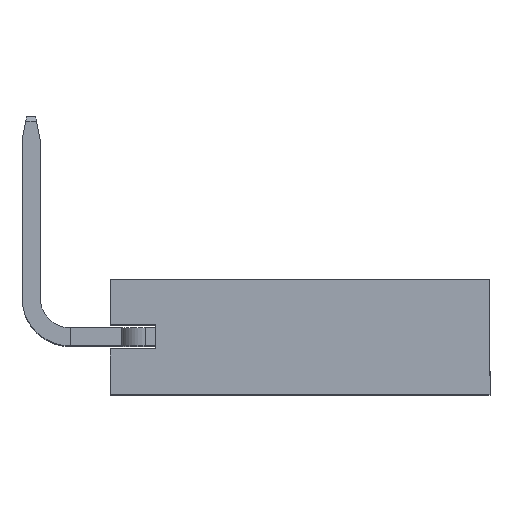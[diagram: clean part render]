
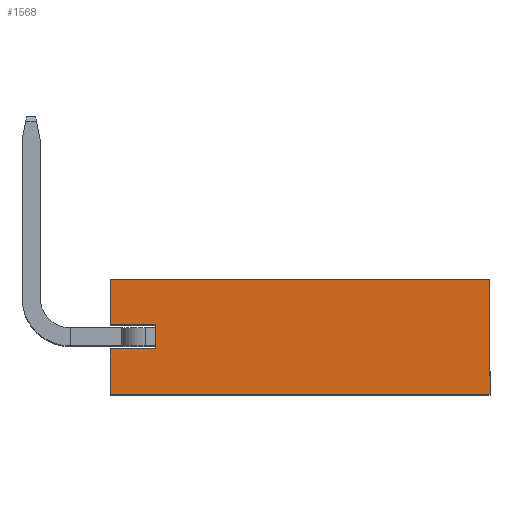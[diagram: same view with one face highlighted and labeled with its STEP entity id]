
A CAD part, top view. The second image highlights one B-rep face of the part: STEP entity #1568.
In plain terms, the highlighted planar face has unit normal (0, 0, 1).
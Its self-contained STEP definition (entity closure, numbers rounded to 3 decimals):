
#15 = FACE_OUTER_BOUND ( 'NONE', #834, .T. ) ;
#46 = VERTEX_POINT ( 'NONE', #1293 ) ;
#102 = ORIENTED_EDGE ( 'NONE', *, *, #1601, .F. ) ;
#124 = VECTOR ( 'NONE', #1907, 1000. ) ;
#188 = ORIENTED_EDGE ( 'NONE', *, *, #1904, .F. ) ;
#202 = LINE ( 'NONE', #1298, #1756 ) ;
#204 = VECTOR ( 'NONE', #1703, 1000. ) ;
#287 = VERTEX_POINT ( 'NONE', #1223 ) ;
#331 = DIRECTION ( 'NONE',  ( -1., 0., 0. ) ) ;
#376 = ORIENTED_EDGE ( 'NONE', *, *, #1142, .T. ) ;
#412 = EDGE_CURVE ( 'NONE', #622, #46, #422, .T. ) ;
#422 = LINE ( 'NONE', #1066, #1014 ) ;
#467 = LINE ( 'NONE', #1742, #1959 ) ;
#560 = AXIS2_PLACEMENT_3D ( 'NONE', #1732, #1122, #331 ) ;
#601 = LINE ( 'NONE', #1849, #902 ) ;
#622 = VERTEX_POINT ( 'NONE', #892 ) ;
#641 = PLANE ( 'NONE',  #560 ) ;
#646 = ORIENTED_EDGE ( 'NONE', *, *, #412, .T. ) ;
#657 = LINE ( 'NONE', #1297, #124 ) ;
#662 = ORIENTED_EDGE ( 'NONE', *, *, #1578, .T. ) ;
#681 = CARTESIAN_POINT ( 'NONE',  ( 8.4, 2.54, 2.54 ) ) ;
#714 = DIRECTION ( 'NONE',  ( -1., 0., 0. ) ) ;
#728 = ORIENTED_EDGE ( 'NONE', *, *, #1083, .T. ) ;
#834 = EDGE_LOOP ( 'NONE', ( #662, #102, #188, #728, #1101, #646, #1243, #376 ) ) ;
#841 = VECTOR ( 'NONE', #1971, 1000. ) ;
#892 = CARTESIAN_POINT ( 'NONE',  ( 0., 0., 2.54 ) ) ;
#902 = VECTOR ( 'NONE', #1409, 1000. ) ;
#908 = DIRECTION ( 'NONE',  ( 1., 0., 0. ) ) ;
#911 = CARTESIAN_POINT ( 'NONE',  ( 1., 1.54, 2.54 ) ) ;
#941 = EDGE_CURVE ( 'NONE', #287, #622, #657, .T. ) ;
#970 = DIRECTION ( 'NONE',  ( -1., 0., 0. ) ) ;
#1014 = VECTOR ( 'NONE', #908, 1000. ) ;
#1036 = CARTESIAN_POINT ( 'NONE',  ( 0., 2.54, 2.54 ) ) ;
#1049 = VECTOR ( 'NONE', #714, 1000. ) ;
#1066 = CARTESIAN_POINT ( 'NONE',  ( 0., 0., 2.54 ) ) ;
#1083 = EDGE_CURVE ( 'NONE', #1109, #287, #1492, .T. ) ;
#1101 = ORIENTED_EDGE ( 'NONE', *, *, #941, .T. ) ;
#1109 = VERTEX_POINT ( 'NONE', #1632 ) ;
#1122 = DIRECTION ( 'NONE',  ( 0., 0., -1. ) ) ;
#1123 = DIRECTION ( 'NONE',  ( 0., 1., 0. ) ) ;
#1128 = VERTEX_POINT ( 'NONE', #681 ) ;
#1142 = EDGE_CURVE ( 'NONE', #1128, #1527, #1506, .T. ) ;
#1223 = CARTESIAN_POINT ( 'NONE',  ( 0., 1., 2.54 ) ) ;
#1243 = ORIENTED_EDGE ( 'NONE', *, *, #1270, .T. ) ;
#1270 = EDGE_CURVE ( 'NONE', #46, #1128, #202, .T. ) ;
#1293 = CARTESIAN_POINT ( 'NONE',  ( 8.4, 0., 2.54 ) ) ;
#1297 = CARTESIAN_POINT ( 'NONE',  ( 0., 0., 2.54 ) ) ;
#1298 = CARTESIAN_POINT ( 'NONE',  ( 8.4, 0., 2.54 ) ) ;
#1356 = CARTESIAN_POINT ( 'NONE',  ( 1., 1., 2.54 ) ) ;
#1409 = DIRECTION ( 'NONE',  ( 0., 1., 0. ) ) ;
#1492 = LINE ( 'NONE', #1356, #841 ) ;
#1506 = LINE ( 'NONE', #1036, #1049 ) ;
#1527 = VERTEX_POINT ( 'NONE', #1786 ) ;
#1557 = LINE ( 'NONE', #1891, #204 ) ;
#1568 = ADVANCED_FACE ( 'NONE', ( #15 ), #641, .F. ) ;
#1578 = EDGE_CURVE ( 'NONE', #1527, #2003, #1557, .T. ) ;
#1601 = EDGE_CURVE ( 'NONE', #1845, #2003, #467, .T. ) ;
#1632 = CARTESIAN_POINT ( 'NONE',  ( 1., 1., 2.54 ) ) ;
#1648 = CARTESIAN_POINT ( 'NONE',  ( 0., 1.54, 2.54 ) ) ;
#1703 = DIRECTION ( 'NONE',  ( 0., -1., 0. ) ) ;
#1732 = CARTESIAN_POINT ( 'NONE',  ( 0., 0., 2.54 ) ) ;
#1742 = CARTESIAN_POINT ( 'NONE',  ( 1., 1.54, 2.54 ) ) ;
#1756 = VECTOR ( 'NONE', #1123, 1000. ) ;
#1786 = CARTESIAN_POINT ( 'NONE',  ( 0., 2.54, 2.54 ) ) ;
#1845 = VERTEX_POINT ( 'NONE', #911 ) ;
#1849 = CARTESIAN_POINT ( 'NONE',  ( 1., 1.54, 2.54 ) ) ;
#1891 = CARTESIAN_POINT ( 'NONE',  ( 0., 0., 2.54 ) ) ;
#1904 = EDGE_CURVE ( 'NONE', #1109, #1845, #601, .T. ) ;
#1907 = DIRECTION ( 'NONE',  ( 0., -1., 0. ) ) ;
#1959 = VECTOR ( 'NONE', #970, 1000. ) ;
#1971 = DIRECTION ( 'NONE',  ( -1., 0., 0. ) ) ;
#2003 = VERTEX_POINT ( 'NONE', #1648 ) ;
